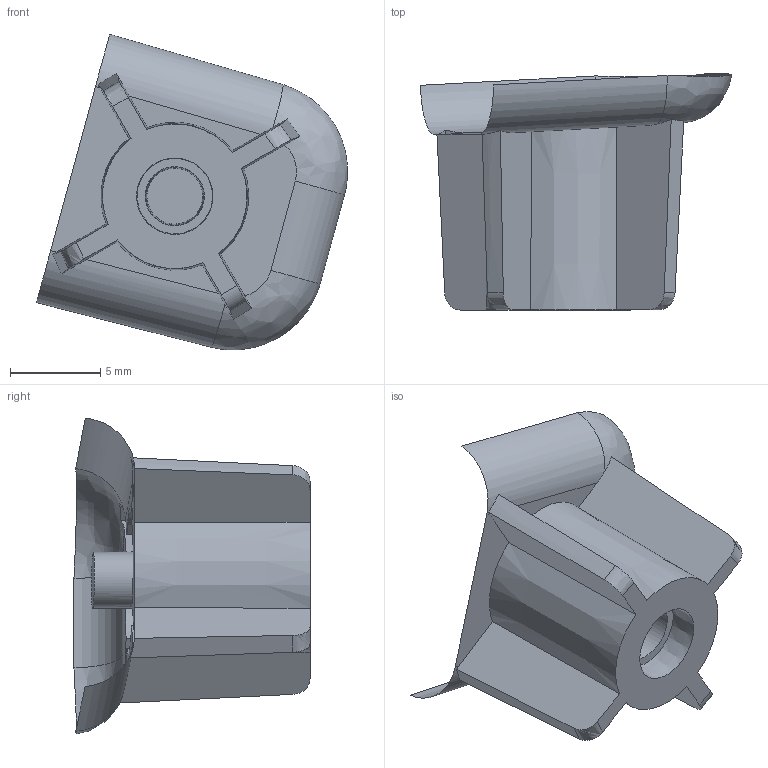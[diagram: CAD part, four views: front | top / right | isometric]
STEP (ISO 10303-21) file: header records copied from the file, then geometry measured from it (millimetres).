
FILE_DESCRIPTION(('Open CASCADE Model'),'2;1');
FILE_NAME('Open CASCADE Shape Model','2025-10-21T21:37:35',('Author'),( 'Open CASCADE'),'Open CASCADE STEP processor 7.7','Open CASCADE 7.7' ,'Unknown');
FILE_SCHEMA(('AUTOMOTIVE_DESIGN { 1 0 10303 214 1 1 1 1 }'));
Length unit declared in the file: millimetre
Products named in the file (36): Open CASCADE STEP translator 7.7 51; Open CASCADE STEP translator 7.7 51.1; Open CASCADE STEP translator 7.7 51.2; Open CASCADE STEP translator 7.7 51.3; Open CASCADE STEP translator 7.7 51.4; Open CASCADE STEP translator 7.7 51.5; Open CASCADE STEP translator 7.7 51.6; Open CASCADE STEP translator 7.7 51.7; Open CASCADE STEP translator 7.7 51.8; Open CASCADE STEP translator 7.7 51.9; Open CASCADE STEP translator 7.7 51.10; Open CASCADE STEP translator 7.7 51.11; Open CASCADE STEP translator 7.7 51.12; Open CASCADE STEP translator 7.7 51.13; Open CASCADE STEP translator 7.7 51.14; Open CASCADE STEP translator 7.7 51.15; Open CASCADE STEP translator 7.7 51.16; Open CASCADE STEP translator 7.7 51.17; Open CASCADE STEP translator 7.7 51.18; Open CASCADE STEP translator 7.7 51.19; Open CASCADE STEP translator 7.7 51.20; Open CASCADE STEP translator 7.7 51.21; Open CASCADE STEP translator 7.7 51.22; Open CASCADE STEP translator 7.7 51.23; Open CASCADE STEP translator 7.7 51.24; Open CASCADE STEP translator 7.7 51.25; Open CASCADE STEP translator 7.7 51.26; Open CASCADE STEP translator 7.7 51.27; Open CASCADE STEP translator 7.7 51.28; Open CASCADE STEP translator 7.7 51.29; Open CASCADE STEP translator 7.7 51.30; Open CASCADE STEP translator 7.7 51.31; Open CASCADE STEP translator 7.7 51.32; Open CASCADE STEP translator 7.7 51.33; Open CASCADE STEP translator 7.7 51.34; Open CASCADE STEP translator 7.7 51.35
Assembly tree (35 placements, depth 2):
  Open CASCADE STEP translator 7.7 51
    Open CASCADE STEP translator 7.7 51.1
    Open CASCADE STEP translator 7.7 51.2
    Open CASCADE STEP translator 7.7 51.3
    Open CASCADE STEP translator 7.7 51.4
    Open CASCADE STEP translator 7.7 51.5
    Open CASCADE STEP translator 7.7 51.6
    Open CASCADE STEP translator 7.7 51.7
    Open CASCADE STEP translator 7.7 51.8
    Open CASCADE STEP translator 7.7 51.9
    Open CASCADE STEP translator 7.7 51.10
    Open CASCADE STEP translator 7.7 51.11
    Open CASCADE STEP translator 7.7 51.12
    Open CASCADE STEP translator 7.7 51.13
    Open CASCADE STEP translator 7.7 51.14
    Open CASCADE STEP translator 7.7 51.15
    Open CASCADE STEP translator 7.7 51.16
    Open CASCADE STEP translator 7.7 51.17
    Open CASCADE STEP translator 7.7 51.18
    Open CASCADE STEP translator 7.7 51.19
    Open CASCADE STEP translator 7.7 51.20
    Open CASCADE STEP translator 7.7 51.21
    Open CASCADE STEP translator 7.7 51.22
    Open CASCADE STEP translator 7.7 51.23
    Open CASCADE STEP translator 7.7 51.24
    Open CASCADE STEP translator 7.7 51.25
    Open CASCADE STEP translator 7.7 51.26
    Open CASCADE STEP translator 7.7 51.27
    Open CASCADE STEP translator 7.7 51.28
    Open CASCADE STEP translator 7.7 51.29
    Open CASCADE STEP translator 7.7 51.30
    Open CASCADE STEP translator 7.7 51.31
    Open CASCADE STEP translator 7.7 51.32
    Open CASCADE STEP translator 7.7 51.33
    Open CASCADE STEP translator 7.7 51.34
    Open CASCADE STEP translator 7.7 51.35
Bounding box: 17.2 x 13.06 x 17.44 mm (x, y, z)
Surface area: 899.6 mm2 (no closed solid volume)
Topology: 0 solids, 35 shells, 35 faces, 183 edges, 180 vertices
Faces by surface type: plane 16, bspline 10, cone 5, cylinder 4
Entity records: 4642 total; most frequent: CARTESIAN_POINT 1855, DIRECTION 363, ORIENTED_EDGE 186, PCURVE 186, DEFINITIONAL_REPRESENTATION 186, EDGE_CURVE 183, VERTEX_POINT 180, SURFACE_CURVE 180
